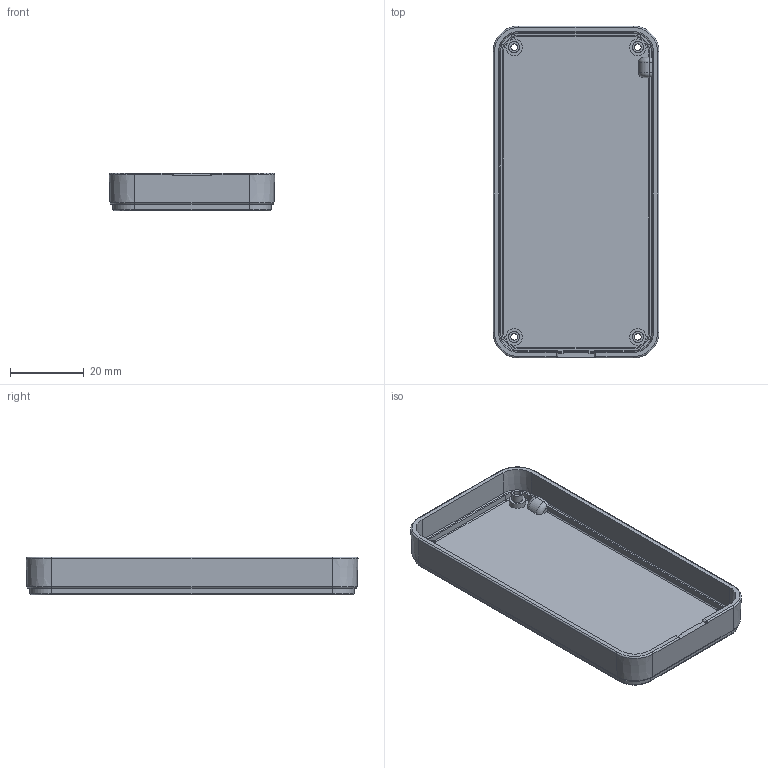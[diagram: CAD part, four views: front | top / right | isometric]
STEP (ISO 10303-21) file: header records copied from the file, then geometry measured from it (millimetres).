
FILE_DESCRIPTION(('FreeCAD Model'),'2;1');
FILE_NAME('Open CASCADE Shape Model','2022-04-26T09:41:51',('Author'),( ''),'Open CASCADE STEP processor 7.5','FreeCAD','Unknown');
FILE_SCHEMA(('AUTOMOTIVE_DESIGN { 1 0 10303 214 1 1 1 1 }'));
Length unit declared in the file: millimetre
Products named in the file (1): cs90n bottom cover
Bounding box: 44.97 x 89.97 x 10.2 mm (x, y, z)
Volume: 9205.4 mm3; surface area: 12741.3 mm2
Topology: 1 solids, 1 shells, 170 faces, 405 edges, 242 vertices
Faces by surface type: cylinder 68, plane 52, torus 26, cone 16, bspline 6, sphere 2
Full cylindrical faces by diameter (mm): 1.8 x4, 3 x8, 4.5 x4
Entity records: 11083 total; most frequent: CARTESIAN_POINT 2907, DIRECTION 1601, LINE 829, VECTOR 829, ORIENTED_EDGE 798, PCURVE 798, DEFINITIONAL_REPRESENTATION 798, EDGE_CURVE 399
